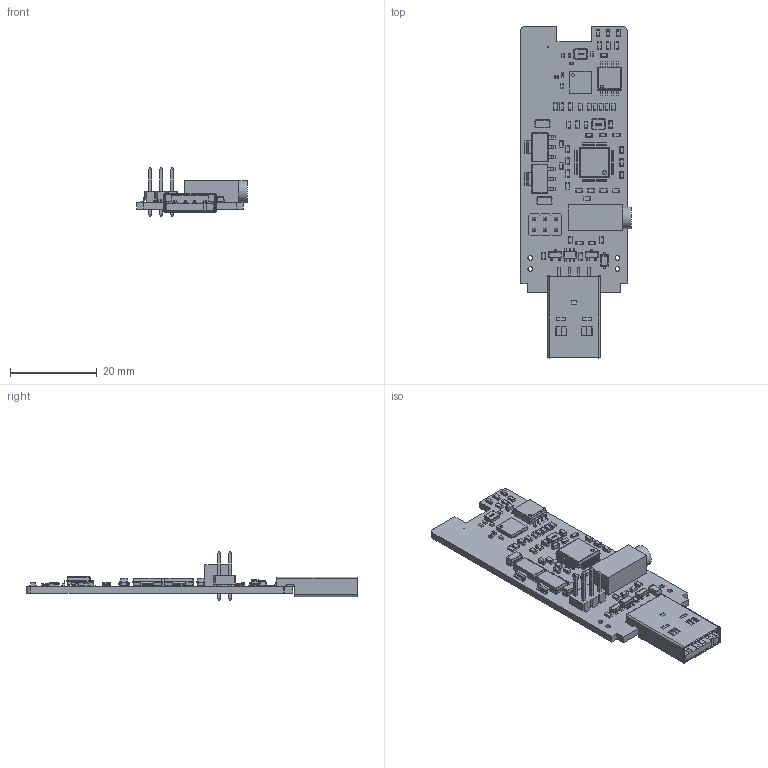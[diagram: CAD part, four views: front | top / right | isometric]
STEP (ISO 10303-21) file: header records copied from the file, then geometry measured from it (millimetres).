
FILE_DESCRIPTION(('Open CASCADE Model'),'2;1');
FILE_NAME('Open CASCADE Shape Model','2020-07-24T21:50:56',('Author'),( 'Open CASCADE'),'Open CASCADE STEP processor 6.8','Open CASCADE 6.8' ,'Unknown');
FILE_SCHEMA(('AUTOMOTIVE_DESIGN { 1 0 10303 214 1 1 1 1 }'));
Length unit declared in the file: millimetre
Products named in the file (176): PCB; Board; Open CASCADE STEP translator 6.8 2.1.1; D1; 5922693792; Body; Open_CASCADE_STEP_translator_6.8_2.1.1; Leader; C24; 5922699392; Terminal; Open_CASCADE_STEP_translator_6.8_14.1.1; Open_CASCADE_STEP_translator_6.8_14.1.2; Mid_Body; Open_CASCADE_STEP_translator_6.8_14.2.1; C21; 5922691712; C9; 5922698272; C8; C7; C4; R13; 5922687792; Open_CASCADE_STEP_translator_6.8_29.2.1; Mark; R3; D7; 5922699152; Open_CASCADE_STEP_translator_6.8_21.1.1; lead; 6011445520; Extruded; J1; 961206-6404-XX; X1; 480372200; Open CASCADE STEP translator 6.8 2.13.1.1; Open CASCADE STEP translator 6.8 2.13.1.2; L2 ...
Assembly tree (322 placements, depth 5):
  PCB
    Board
      Open CASCADE STEP translator 6.8 2.1.1
    D1
      5922693792
        Body
          Open_CASCADE_STEP_translator_6.8_2.1.1
        Leader  x6
    C24
      5922699392
        Terminal
          Open_CASCADE_STEP_translator_6.8_14.1.1
          Open_CASCADE_STEP_translator_6.8_14.1.2
        Mid_Body
          Open_CASCADE_STEP_translator_6.8_14.2.1
    C21
      5922691712
        Terminal
          Open_CASCADE_STEP_translator_6.8_14.1.1
          Open_CASCADE_STEP_translator_6.8_14.1.2
        Mid_Body
          Open_CASCADE_STEP_translator_6.8_14.2.1
    C9
      5922698272
        Terminal
          Open_CASCADE_STEP_translator_6.8_14.1.1
          Open_CASCADE_STEP_translator_6.8_14.1.2
        Mid_Body
          Open_CASCADE_STEP_translator_6.8_14.2.1
    C8
      5922698272
        Terminal
          Open_CASCADE_STEP_translator_6.8_14.1.1
          Open_CASCADE_STEP_translator_6.8_14.1.2
        Mid_Body
          Open_CASCADE_STEP_translator_6.8_14.2.1
    C7
      5922691712
        Terminal
          Open_CASCADE_STEP_translator_6.8_14.1.1
          Open_CASCADE_STEP_translator_6.8_14.1.2
        Mid_Body
          Open_CASCADE_STEP_translator_6.8_14.2.1
    C4
      5922691712
        Terminal
          Open_CASCADE_STEP_translator_6.8_14.1.1
          Open_CASCADE_STEP_translator_6.8_14.1.2
        Mid_Body
          Open_CASCADE_STEP_translator_6.8_14.2.1
    R13
      5922687792
        Mid_Body
        Terminal  x2
          Open_CASCADE_STEP_translator_6.8_29.2.1
        Mark
    R3
      5922687792
        Mid_Body
        Terminal  x2
Bounding box: 25.63 x 76.66 x 11.3 mm (x, y, z)
Volume: 3872.1 mm3; surface area: 7133.3 mm2
Topology: 305 solids, 308 shells, 5736 faces, 12729 edges, 7437 vertices
Faces by surface type: plane 4155, cylinder 1146, sphere 250, bspline 177, cone 8
Full cylindrical faces by diameter (mm): 0.3 x10, 0.631 x1, 0.675 x1, 0.875 x1, 1.1 x12, 1.3 x2, 5 x1
Entity records: 67743 total; most frequent: CARTESIAN_POINT 19008, DIRECTION 9052, ORIENTED_EDGE 8827, EDGE_CURVE 4415, LINE 3346, VECTOR 3346, AXIS2_PLACEMENT_3D 2853, VERTEX_POINT 2669
